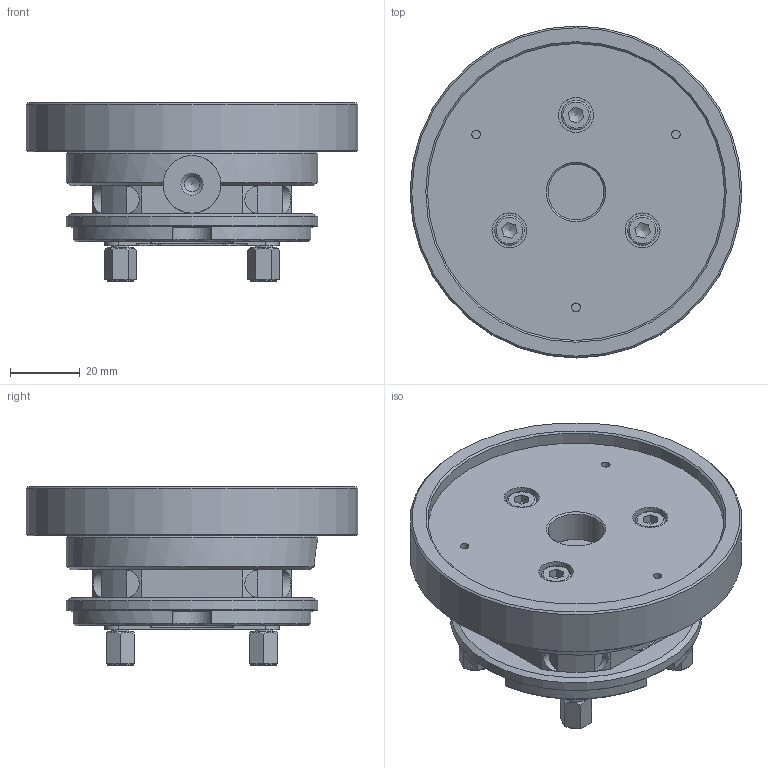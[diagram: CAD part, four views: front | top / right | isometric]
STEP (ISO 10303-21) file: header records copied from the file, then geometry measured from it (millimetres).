
FILE_DESCRIPTION(/* description */ ('Halter ø 72'),/* implementation_level */ '2;1');
FILE_NAME(/* name */ 'DBF140x58_98-02 Aufnahme EROWA.iam.stp',/* time_stamp */ '2022-01-27T15:16:28+01:00',/* author */ ('Martin Koch'),/* organization */ (''),/* preprocessor_version */ 'ST-DEVELOPER v15.2',/* originating_system */ 'Autodesk Inventor 2014',/* authorisation */ '');
FILE_SCHEMA (('AUTOMOTIVE_DESIGN { 1 0 10303 214 3 1 1 }'));
Length unit declared in the file: millimetre
Products named in the file (4): ER-035210 Halter ø 72; DBF140x58_98-16 Adapter Nullpunktspannsystem; ISO 4762 - M5 x 16DIN EN ISO; DBF140x58_98-02 Aufnahme EROWA
Bounding box: 95 x 95 x 51 mm (x, y, z)
Volume: 165836.1 mm3; surface area: 44257.9 mm2
Topology: 5 solids, 9 shells, 506 faces, 1247 edges, 803 vertices
Faces by surface type: plane 240, cylinder 176, cone 65, bspline 19, torus 6
Full cylindrical faces by diameter (mm): 2.459 x3, 2.8 x1, 3 x1, 3.7 x2, 4 x4, 4.02 x2, 4.1 x4, 4.134 x3, 4.351 x9, 4.826 x4, 5 x3, 5.1 x4, 5.5 x11, 7.5 x4, 8.5 x3, 8.6 x4, 8.782 x1, 10 x3, 10.5 x1, 16 x1, 16.5 x1, 69 x1, 72 x2, 85 x1, 95 x1
Entity records: 14186 total; most frequent: CARTESIAN_POINT 3067, DIRECTION 2228, ORIENTED_EDGE 2014, EDGE_CURVE 1007, AXIS2_PLACEMENT_3D 864, VERTEX_POINT 711, EDGE_LOOP 672, LINE 500
